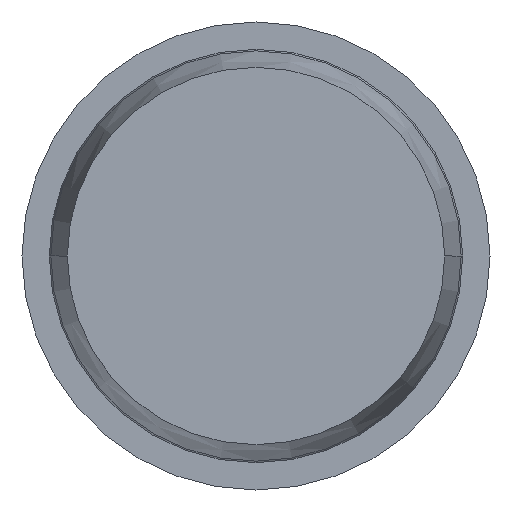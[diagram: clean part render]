
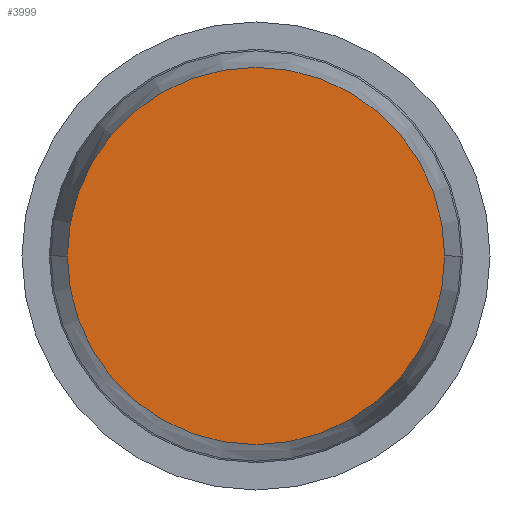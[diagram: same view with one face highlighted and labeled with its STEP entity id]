
A CAD part, front view. The second image highlights one B-rep face of the part: STEP entity #3999.
In plain terms, the highlighted planar face has unit normal (0, -1, 0).
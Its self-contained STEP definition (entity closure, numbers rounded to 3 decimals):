
#93 = CARTESIAN_POINT ( 'NONE',  ( 1.209, -19., 0. ) ) ;
#150 = DIRECTION ( 'NONE',  ( 1., 0., 0. ) ) ;
#733 = CIRCLE ( 'NONE', #1987, 1.209 ) ;
#921 = AXIS2_PLACEMENT_3D ( 'NONE', #1298, #1668, #2802 ) ;
#1210 = ORIENTED_EDGE ( 'NONE', *, *, #3222, .T. ) ;
#1219 = ORIENTED_EDGE ( 'NONE', *, *, #4818, .T. ) ;
#1256 = PLANE ( 'NONE',  #921 ) ;
#1298 = CARTESIAN_POINT ( 'NONE',  ( 0., -19., 0. ) ) ;
#1308 = FACE_OUTER_BOUND ( 'NONE', #3822, .T. ) ;
#1632 = CIRCLE ( 'NONE', #5086, 1.209 ) ;
#1668 = DIRECTION ( 'NONE',  ( 0., -1., 0. ) ) ;
#1987 = AXIS2_PLACEMENT_3D ( 'NONE', #4019, #4034, #3271 ) ;
#2040 = VERTEX_POINT ( 'NONE', #93 ) ;
#2152 = DIRECTION ( 'NONE',  ( 0., -1., 0. ) ) ;
#2802 = DIRECTION ( 'NONE',  ( 1., 0., 0. ) ) ;
#3222 = EDGE_CURVE ( 'Defeature ausgef�hrt1_2+Defeature ausgef�hrt1_11+Defeature ausgef�hrt1_11+Defeature ausgef�hrt1_11', #5095, #2040, #733, .T. ) ;
#3271 = DIRECTION ( 'NONE',  ( 1., 0., 0. ) ) ;
#3822 = EDGE_LOOP ( 'NONE', ( #1210, #1219 ) ) ;
#3972 = CARTESIAN_POINT ( 'NONE',  ( -1.209, -19., 0. ) ) ;
#3999 = ADVANCED_FACE ( 'Defeature ausgef�hrt1_2', ( #1308 ), #1256, .T. ) ;
#4019 = CARTESIAN_POINT ( 'NONE',  ( 0., -19., 0. ) ) ;
#4034 = DIRECTION ( 'NONE',  ( 0., -1., 0. ) ) ;
#4515 = CARTESIAN_POINT ( 'NONE',  ( 0., -19., 0. ) ) ;
#4818 = EDGE_CURVE ( 'Defeature ausgef�hrt1_2+Defeature ausgef�hrt1_11+Defeature ausgef�hrt1_11+Defeature ausgef�hrt1_11', #2040, #5095, #1632, .T. ) ;
#5086 = AXIS2_PLACEMENT_3D ( 'NONE', #4515, #2152, #150 ) ;
#5095 = VERTEX_POINT ( 'NONE', #3972 ) ;
